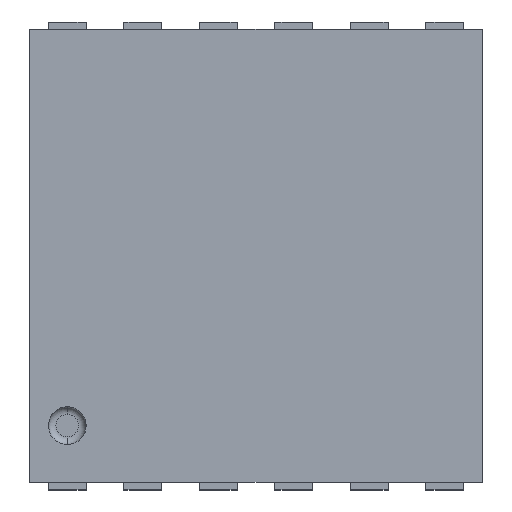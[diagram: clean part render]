
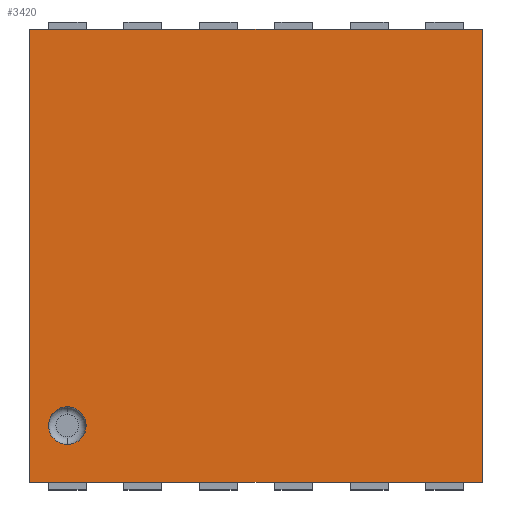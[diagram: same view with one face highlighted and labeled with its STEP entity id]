
A CAD part, top view. The second image highlights one B-rep face of the part: STEP entity #3420.
In plain terms, the highlighted planar face has unit normal (0, 0, 1).
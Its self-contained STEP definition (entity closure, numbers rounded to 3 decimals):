
#3267 = VERTEX_POINT('',#3268);
#3268 = CARTESIAN_POINT('',(-1.25,-1.25,0.8));
#3275 = EDGE_CURVE('',#3276,#3267,#3278,.T.);
#3276 = VERTEX_POINT('',#3277);
#3277 = CARTESIAN_POINT('',(-1.25,-1.,0.8));
#3278 = CIRCLE('',#3279,0.125);
#3279 = AXIS2_PLACEMENT_3D('',#3280,#3281,#3282);
#3280 = CARTESIAN_POINT('',(-1.25,-1.125,0.8));
#3281 = DIRECTION('',(0.,0.,1.));
#3282 = DIRECTION('',(0.,-1.,0.));
#3311 = VERTEX_POINT('',#3312);
#3312 = CARTESIAN_POINT('',(-1.5,-1.5,0.8));
#3318 = EDGE_CURVE('',#3319,#3311,#3321,.T.);
#3319 = VERTEX_POINT('',#3320);
#3320 = CARTESIAN_POINT('',(-1.5,1.5,0.8));
#3321 = LINE('',#3322,#3323);
#3322 = CARTESIAN_POINT('',(-1.5,-1.5,0.8));
#3323 = VECTOR('',#3324,1.);
#3324 = DIRECTION('',(0.,-1.,0.));
#3349 = VERTEX_POINT('',#3350);
#3350 = CARTESIAN_POINT('',(1.5,-1.5,0.8));
#3356 = EDGE_CURVE('',#3311,#3349,#3357,.T.);
#3357 = LINE('',#3358,#3359);
#3358 = CARTESIAN_POINT('',(1.5,-1.5,0.8));
#3359 = VECTOR('',#3360,1.);
#3360 = DIRECTION('',(1.,0.,0.));
#3380 = VERTEX_POINT('',#3381);
#3381 = CARTESIAN_POINT('',(1.5,1.5,0.8));
#3387 = EDGE_CURVE('',#3349,#3380,#3388,.T.);
#3388 = LINE('',#3389,#3390);
#3389 = CARTESIAN_POINT('',(1.5,-1.5,0.8));
#3390 = VECTOR('',#3391,1.);
#3391 = DIRECTION('',(0.,1.,0.));
#3409 = EDGE_CURVE('',#3380,#3319,#3410,.T.);
#3410 = LINE('',#3411,#3412);
#3411 = CARTESIAN_POINT('',(1.5,1.5,0.8));
#3412 = VECTOR('',#3413,1.);
#3413 = DIRECTION('',(-1.,0.,0.));
#3420 = ADVANCED_FACE('',(#3421,#3431),#3437,.T.);
#3421 = FACE_BOUND('',#3422,.T.);
#3422 = EDGE_LOOP('',(#3423,#3430));
#3423 = ORIENTED_EDGE('',*,*,#3424,.F.);
#3424 = EDGE_CURVE('',#3267,#3276,#3425,.T.);
#3425 = CIRCLE('',#3426,0.125);
#3426 = AXIS2_PLACEMENT_3D('',#3427,#3428,#3429);
#3427 = CARTESIAN_POINT('',(-1.25,-1.125,0.8));
#3428 = DIRECTION('',(0.,0.,1.));
#3429 = DIRECTION('',(0.,-1.,0.));
#3430 = ORIENTED_EDGE('',*,*,#3275,.F.);
#3431 = FACE_BOUND('',#3432,.T.);
#3432 = EDGE_LOOP('',(#3433,#3434,#3435,#3436));
#3433 = ORIENTED_EDGE('',*,*,#3318,.T.);
#3434 = ORIENTED_EDGE('',*,*,#3356,.T.);
#3435 = ORIENTED_EDGE('',*,*,#3387,.T.);
#3436 = ORIENTED_EDGE('',*,*,#3409,.T.);
#3437 = PLANE('',#3438);
#3438 = AXIS2_PLACEMENT_3D('',#3439,#3440,#3441);
#3439 = CARTESIAN_POINT('',(0.,0.,0.8));
#3440 = DIRECTION('',(0.,0.,1.));
#3441 = DIRECTION('',(0.,-1.,0.));
